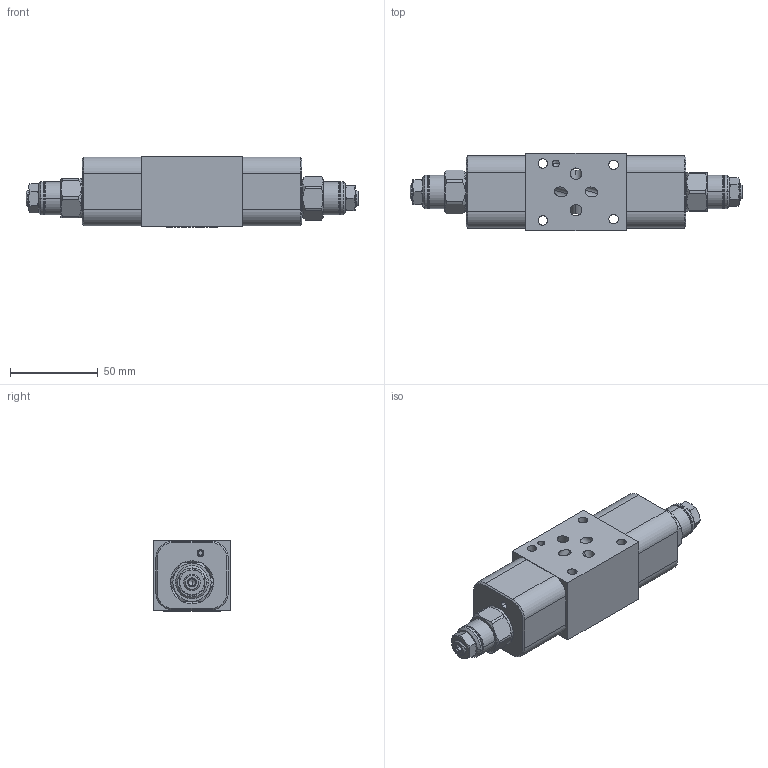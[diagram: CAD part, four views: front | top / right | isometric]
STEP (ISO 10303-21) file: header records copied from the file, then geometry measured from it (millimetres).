
FILE_DESCRIPTION((''),'2;1');
FILE_NAME('CBCALHN-Z6Q_ASM','2020-03-04T',('ProEService'),(''),'PRO/ENGINEER BY PARAMETRIC TECHNOLOGY CORPORATION, 2014200','PRO/ENGINEER BY PARAMETRIC TECHNOLOGY CORPORATION, 2014200','');
FILE_SCHEMA(('CONFIG_CONTROL_DESIGN'));
Length unit declared in the file: inch
Products named in the file (6): 154-032; CBCALHN; 850-004-156; 811-001-006; 500-001-012; CBCALHN-Z6Q_ASM
Assembly tree (10 placements, depth 2):
  CBCALHN-Z6Q_ASM
    154-032
    CBCALHN  x2
    850-004-156  x2
    811-001-006
    500-001-012  x4
Bounding box: 189.69 x 44.45 x 40.54 mm (x, y, z)
Volume: 210560.8 mm3; surface area: 53381.1 mm2
Topology: 16 solids, 20 shells, 578 faces, 1560 edges, 1157 vertices
Faces by surface type: cylinder 198, plane 140, cone 128, torus 64, revolution 40, sphere 8
Entity records: 14889 total; most frequent: CARTESIAN_POINT 4905, DIRECTION 2137, ORIENTED_EDGE 1754, EDGE_CURVE 877, AXIS2_PLACEMENT_3D 789, VECTOR 543, LINE 543, VERTEX_POINT 543
